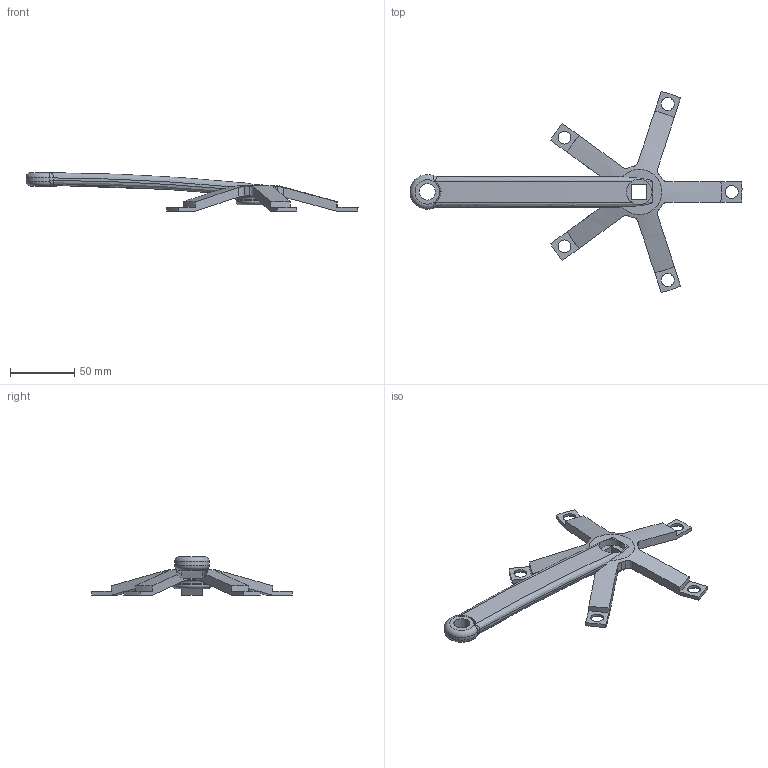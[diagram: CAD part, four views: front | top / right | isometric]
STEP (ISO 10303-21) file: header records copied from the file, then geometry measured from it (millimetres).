
FILE_DESCRIPTION(('Open CASCADE Model'),'2;1');
FILE_NAME('Open CASCADE Shape Model','2026-02-14T16:55:32',('Author'),( 'Open CASCADE'),'Open CASCADE STEP processor 7.8','Open CASCADE 7.8' ,'Unknown');
FILE_SCHEMA(('AUTOMOTIVE_DESIGN { 1 0 10303 214 1 1 1 1 }'));
Length unit declared in the file: millimetre
Products named in the file (1): Open CASCADE STEP translator 7.8 1
Bounding box: 258.42 x 156.35 x 30 mm (x, y, z)
Volume: 75486.5 mm3; surface area: 27518.3 mm2
Topology: 1 solids, 1 shells, 104 faces, 272 edges, 176 vertices
Faces by surface type: cylinder 45, plane 33, bspline 16, torus 4, revolution 4, cone 2
Full cylindrical faces by diameter (mm): 10 x5, 12 x5, 12.593 x1, 20 x1, 30 x1
Entity records: 13014 total; most frequent: CARTESIAN_POINT 8328, DIRECTION 663, ORIENTED_EDGE 544, PCURVE 544, DEFINITIONAL_REPRESENTATION 544, B_SPLINE_CURVE_WITH_KNOTS 344, EDGE_CURVE 272, LINE 266
